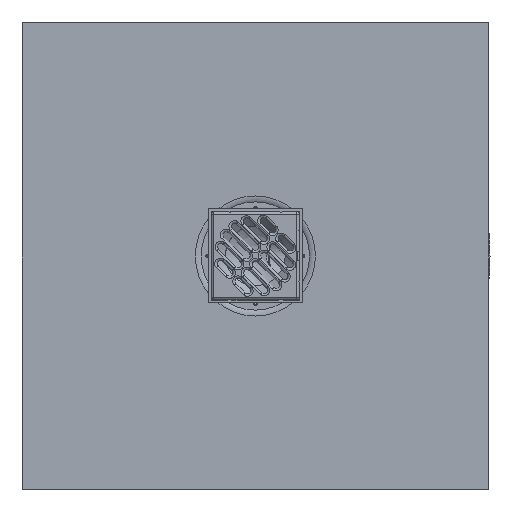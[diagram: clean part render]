
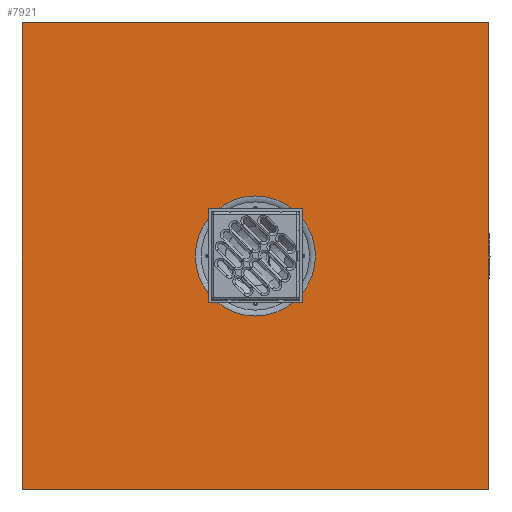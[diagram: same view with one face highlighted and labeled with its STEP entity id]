
A CAD part, top view. The second image highlights one B-rep face of the part: STEP entity #7921.
In plain terms, the highlighted planar face has unit normal (0, 0, 1).
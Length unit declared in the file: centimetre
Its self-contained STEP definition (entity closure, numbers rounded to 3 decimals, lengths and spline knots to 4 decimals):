
#152=FACE_BOUND('',#2300,.T.);
#235=PLANE('',#8604);
#630=LINE('',#13419,#1161);
#634=LINE('',#13426,#1165);
#637=LINE('',#13432,#1168);
#638=LINE('',#13434,#1169);
#1161=VECTOR('',#10039,1.);
#1165=VECTOR('',#10045,1.);
#1168=VECTOR('',#10050,1.);
#1169=VECTOR('',#10053,1.);
#1779=FACE_OUTER_BOUND('',#2299,.T.);
#2299=EDGE_LOOP('',(#5861,#5862,#5863,#5864));
#2300=EDGE_LOOP('',(#5865));
#2923=CIRCLE('',#8574,64.3137);
#3532=VERTEX_POINT('',#13370);
#3547=VERTEX_POINT('',#13416);
#3548=VERTEX_POINT('',#13418);
#3550=VERTEX_POINT('',#13424);
#3552=VERTEX_POINT('',#13430);
#4371=EDGE_CURVE('',#3532,#3532,#2923,.T.);
#4394=EDGE_CURVE('',#3547,#3548,#630,.T.);
#4398=EDGE_CURVE('',#3550,#3547,#634,.T.);
#4401=EDGE_CURVE('',#3552,#3550,#637,.T.);
#4402=EDGE_CURVE('',#3548,#3552,#638,.T.);
#5861=ORIENTED_EDGE('',*,*,#4394,.F.);
#5862=ORIENTED_EDGE('',*,*,#4398,.F.);
#5863=ORIENTED_EDGE('',*,*,#4401,.F.);
#5864=ORIENTED_EDGE('',*,*,#4402,.F.);
#5865=ORIENTED_EDGE('',*,*,#4371,.T.);
#7921=ADVANCED_FACE('',(#1779,#152),#235,.F.);
#8574=AXIS2_PLACEMENT_3D('',#13371,#9979,#9980);
#8604=AXIS2_PLACEMENT_3D('',#13433,#10051,#10052);
#9979=DIRECTION('center_axis',(0.,0.,-1.));
#9980=DIRECTION('ref_axis',(1.,0.,0.));
#10039=DIRECTION('',(0.,-1.,0.));
#10045=DIRECTION('',(1.,0.,0.));
#10050=DIRECTION('',(0.,1.,0.));
#10051=DIRECTION('center_axis',(0.,0.,-1.));
#10052=DIRECTION('ref_axis',(-1.,0.,0.));
#10053=DIRECTION('',(-1.,0.,0.));
#13370=CARTESIAN_POINT('',(1008.9395,184.3313,128.));
#13371=CARTESIAN_POINT('Origin',(1008.9395,248.645,128.));
#13416=CARTESIAN_POINT('',(1258.9395,498.645,128.));
#13418=CARTESIAN_POINT('',(1258.9395,-1.355,128.));
#13419=CARTESIAN_POINT('',(1258.9395,248.645,128.));
#13424=CARTESIAN_POINT('',(758.9395,498.645,128.));
#13426=CARTESIAN_POINT('',(1008.9395,498.645,128.));
#13430=CARTESIAN_POINT('',(758.9395,-1.355,128.));
#13432=CARTESIAN_POINT('',(758.9395,248.645,128.));
#13433=CARTESIAN_POINT('Origin',(1008.9395,248.645,128.));
#13434=CARTESIAN_POINT('',(1008.9395,-1.355,128.));
